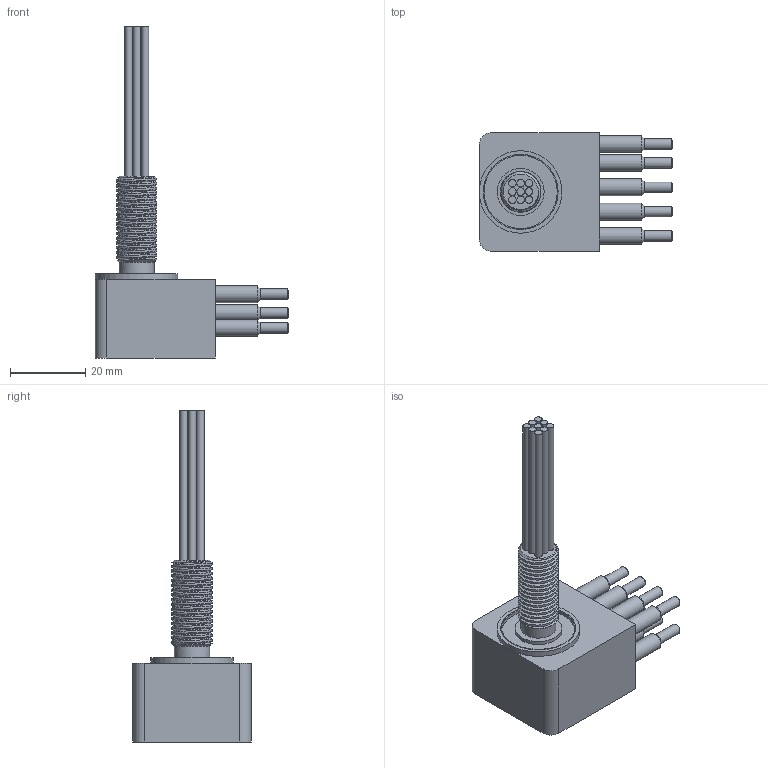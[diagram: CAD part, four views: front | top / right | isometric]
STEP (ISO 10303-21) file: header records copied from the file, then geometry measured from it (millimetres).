
FILE_DESCRIPTION(/* description */ (''),/* implementation_level */ '2;1');
FILE_NAME(/* name */ 'LPBH 9M.stp',/* time_stamp */ '2014-11-24T13:28:15+01:00',/* author */ ('sh'),/* organization */ (''),/* preprocessor_version */ 'ST-DEVELOPER v15.2',/* originating_system */ 'Autodesk Inventor 2014',/* authorisation */ '');
FILE_SCHEMA (('AUTOMOTIVE_DESIGN { 1 0 10303 214 3 1 1 }'));
Length unit declared in the file: millimetre
Products named in the file (1): LPBH 9M
Bounding box: 51.5 x 31.5 x 88.5 mm (x, y, z)
Volume: 26873.3 mm3; surface area: 10404.5 mm2
Topology: 1 solids, 1 shells, 390 faces, 980 edges, 647 vertices
Faces by surface type: bspline 171, plane 164, cylinder 35, cone 20
Full cylindrical faces by diameter (mm): 2 x9, 2.8 x9, 4.5 x9, 9.4 x1, 12.5 x1, 19.5 x1, 20 x1, 22 x1
Entity records: 15978 total; most frequent: CARTESIAN_POINT 7686, ORIENTED_EDGE 1848, DIRECTION 1108, EDGE_CURVE 924, VERTEX_POINT 643, EDGE_LOOP 497, LINE 490, VECTOR 490
